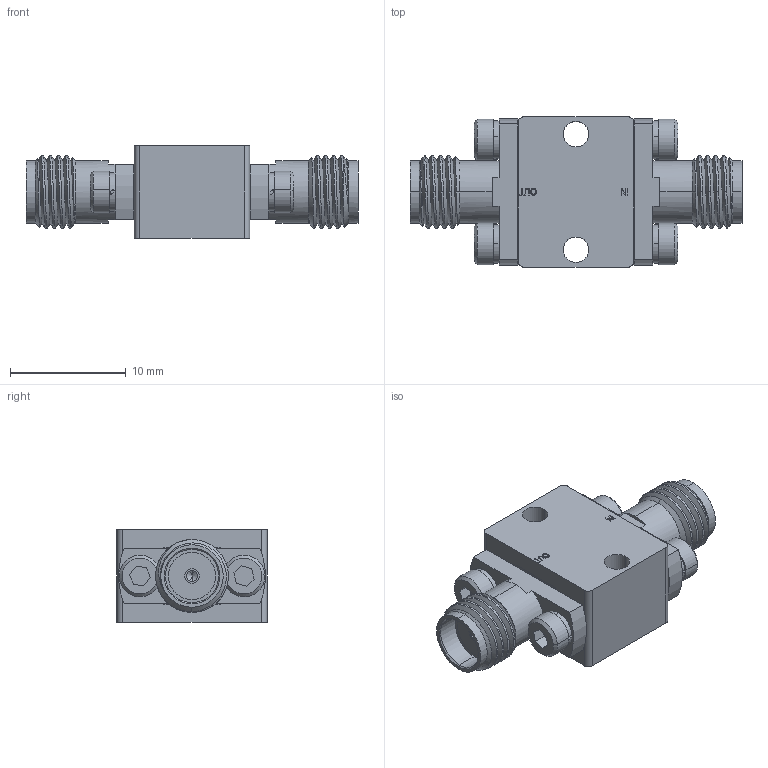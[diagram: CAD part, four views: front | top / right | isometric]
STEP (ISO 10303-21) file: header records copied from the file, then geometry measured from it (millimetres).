
FILE_DESCRIPTION (( 'STEP AP214' ), '1' );
FILE_NAME ('FMLM2015_3D.step', '2025-04-09T15:13:06', ( '' ), ( '' ), 'SwSTEP 2.0', 'SolidWorks 2022', '' );
FILE_SCHEMA (( 'AUTOMOTIVE_DESIGN' ));
Length unit declared in the file: millimetre
Products named in the file (1): FMLM2015_3D
Bounding box: 28.72 x 13 x 8 mm (x, y, z)
Volume: 1457.4 mm3; surface area: 1927.1 mm2
Topology: 1 solids, 10 shells, 522 faces, 1325 edges, 848 vertices
Faces by surface type: plane 243, cylinder 198, cone 46, bspline 19, torus 8, sphere 8
Entity records: 17675 total; most frequent: CARTESIAN_POINT 5075, DIRECTION 2641, ORIENTED_EDGE 2594, EDGE_CURVE 1297, AXIS2_PLACEMENT_3D 952, VERTEX_POINT 844, VECTOR 737, LINE 737
